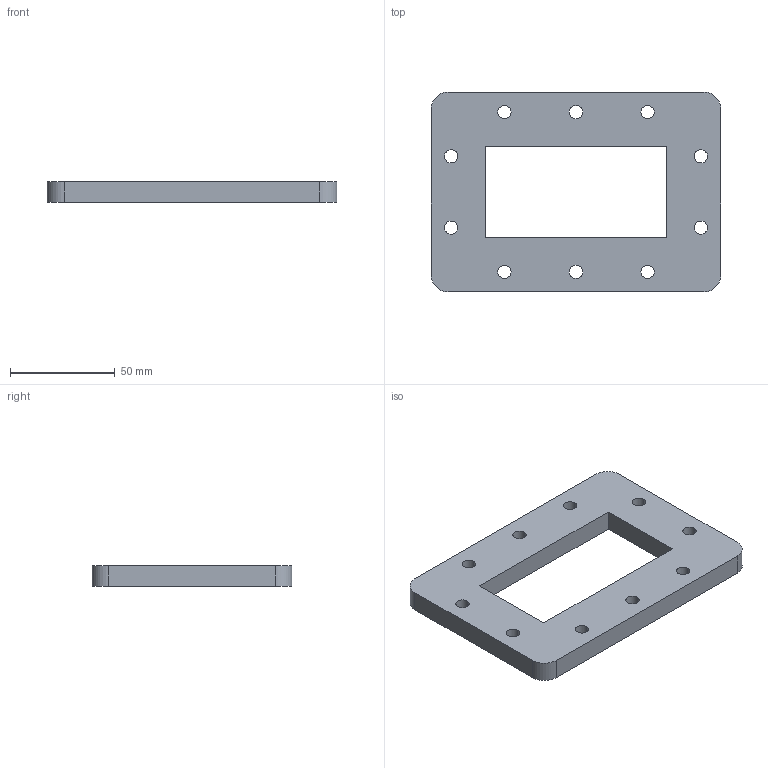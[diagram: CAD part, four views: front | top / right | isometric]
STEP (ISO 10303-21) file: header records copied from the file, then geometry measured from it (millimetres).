
FILE_DESCRIPTION (( 'STEP AP214' ), '1' );
FILE_NAME ('PEW340FS10 ¦ FMW340FS10.step', '2021-08-06T16:39:55', ( '' ), ( '' ), 'SwSTEP 2.0', 'SolidWorks 2021', '' );
FILE_SCHEMA (( 'AUTOMOTIVE_DESIGN' ));
Length unit declared in the file: inch
Products named in the file (1): PEW340FS10 ｦ FMW340FS10
Bounding box: 138.1 x 95.3 x 10 mm (x, y, z)
Volume: 90602.7 mm3; surface area: 27236.9 mm2
Topology: 1 solids, 1 shells, 34 faces, 96 edges, 64 vertices
Faces by surface type: cylinder 24, plane 10
Entity records: 1212 total; most frequent: DIRECTION 214, CARTESIAN_POINT 195, ORIENTED_EDGE 192, EDGE_CURVE 96, AXIS2_PLACEMENT_3D 83, VERTEX_POINT 64, EDGE_LOOP 56, VECTOR 48
